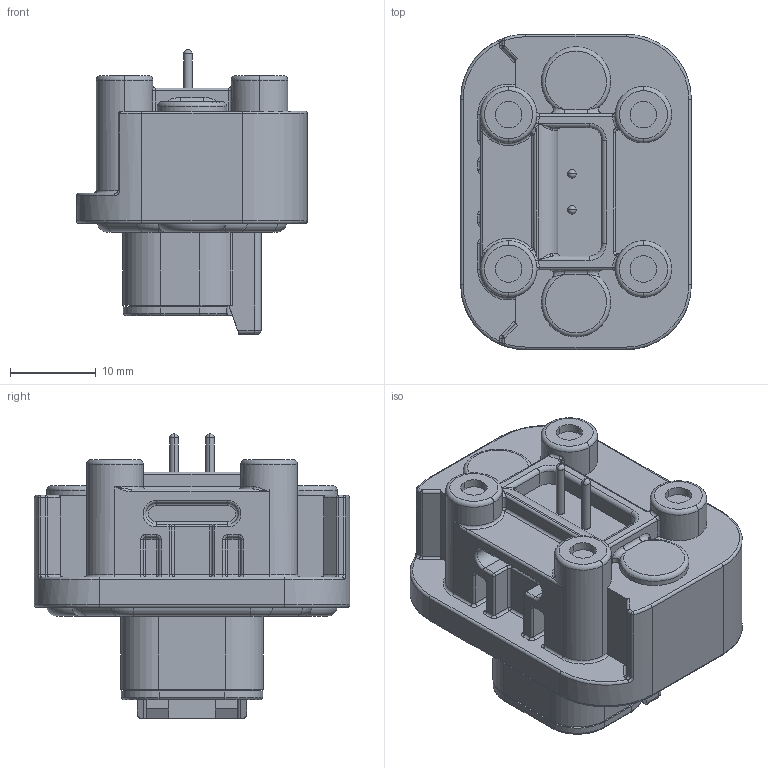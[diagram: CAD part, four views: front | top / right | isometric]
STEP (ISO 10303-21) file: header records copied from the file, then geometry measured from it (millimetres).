
FILE_DESCRIPTION((''),'2;1');
FILE_NAME('PL000633-02-ST-01','2018-08-07T',('sullen.zhang'),(''),'PRO/ENGINEER BY PARAMETRIC TECHNOLOGY CORPORATION, 2016360','PRO/ENGINEER BY PARAMETRIC TECHNOLOGY CORPORATION, 2016360','');
FILE_SCHEMA(('CONFIG_CONTROL_DESIGN'));
Length unit declared in the file: millimetre
Products named in the file (1): PL000633-02-ST-01
Bounding box: 26.95 x 36.82 x 33.25 mm (x, y, z)
Volume: 12601.8 mm3; surface area: 6168.8 mm2
Topology: 1 solids, 1 shells, 607 faces, 1518 edges, 926 vertices
Faces by surface type: cylinder 212, plane 192, torus 80, bspline 56, sphere 26, extrusion 22, cone 19
Entity records: 20554 total; most frequent: CARTESIAN_POINT 6377, ORIENTED_EDGE 3020, DIRECTION 2907, EDGE_CURVE 1510, AXIS2_PLACEMENT_3D 1093, VERTEX_POINT 926, VECTOR 721, LINE 699
